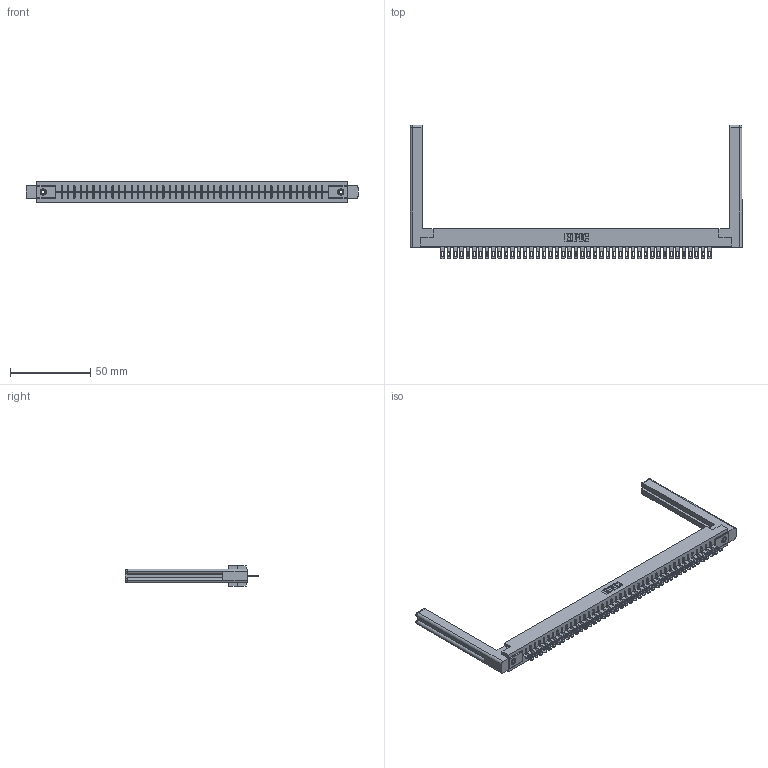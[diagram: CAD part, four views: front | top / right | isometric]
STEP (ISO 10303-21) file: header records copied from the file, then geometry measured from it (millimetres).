
FILE_DESCRIPTION (( 'STEP AP203' ), '1' );
FILE_NAME ('316-043-400-158.STEP', '2020-09-23T07:54:10', ( '' ), ( '' ), 'SwSTEP 2.0', 'SolidWorks 2020', '' );
FILE_SCHEMA (( 'CONFIG_CONTROL_DESIGN' ));
Length unit declared in the file: inch
Products named in the file (5): 306 Part_.156 Dia; 306-290-001_100; 345-250-001_345-250-001-102; 307-220-058; 316-043-400-158
Assembly tree (48 placements, depth 2):
  316-043-400-158
    306 Part_.156 Dia
    306-290-001_100  x43
    345-250-001_345-250-001-102  x2
    307-220-058  x2
Bounding box: 207.01 x 83.52 x 12.7 mm (x, y, z)
Volume: 30120.5 mm3; surface area: 29536.4 mm2
Topology: 48 solids, 48 shells, 3526 faces, 9915 edges, 6366 vertices
Faces by surface type: plane 2302, cylinder 1028, sphere 172, cone 12, torus 12
Entity records: 42767 total; most frequent: CARTESIAN_POINT 7191, ORIENTED_EDGE 7072, DIRECTION 7046, EDGE_CURVE 3536, LINE 2760, VECTOR 2760, VERTEX_POINT 2234, AXIS2_PLACEMENT_3D 2143
